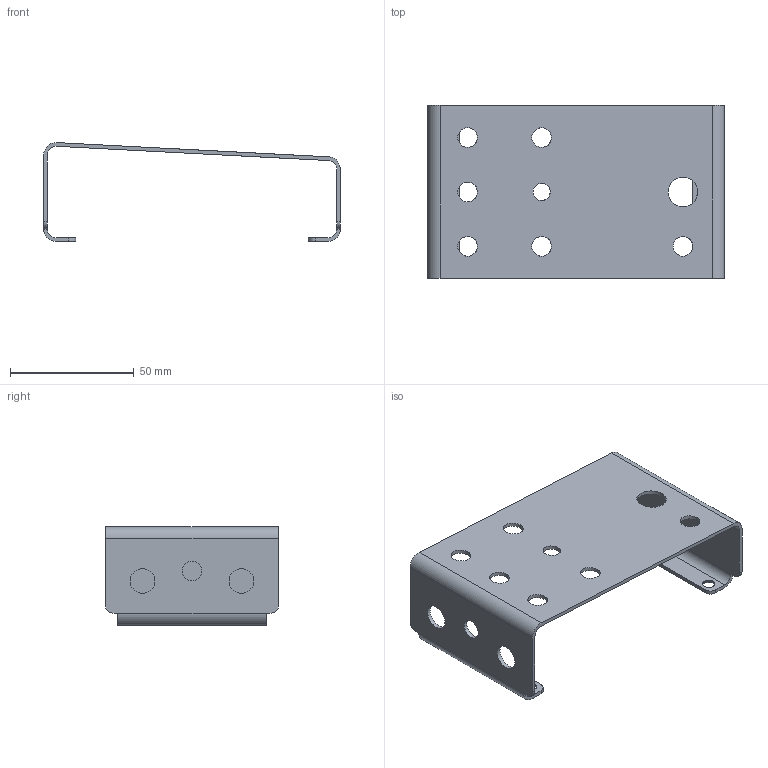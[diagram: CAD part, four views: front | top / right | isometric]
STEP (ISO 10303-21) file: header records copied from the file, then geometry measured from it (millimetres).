
FILE_DESCRIPTION(('FreeCAD Model'),'2;1');
FILE_NAME('Open CASCADE Shape Model','2024-02-05T20:06:25',(''),(''), 'Open CASCADE STEP processor 7.7','FreeCAD','Unknown');
FILE_SCHEMA(('AUTOMOTIVE_DESIGN { 1 0 10303 214 1 1 1 1 }'));
Length unit declared in the file: millimetre
Products named in the file (1): Body
Bounding box: 120 x 70 x 40 mm (x, y, z)
Volume: 20137.1 mm3; surface area: 28267.3 mm2
Topology: 1 solids, 1 shells, 61 faces, 157 edges, 102 vertices
Faces by surface type: cylinder 35, plane 26
Full cylindrical faces by diameter (mm): 5 x4, 6 x4, 7 x1, 8 x7, 10 x2, 12 x1
Entity records: 1959 total; most frequent: DIRECTION 351, CARTESIAN_POINT 321, ORIENTED_EDGE 314, EDGE_CURVE 157, AXIS2_PLACEMENT_3D 132, VERTEX_POINT 102, FACE_BOUND 95, EDGE_LOOP 95
